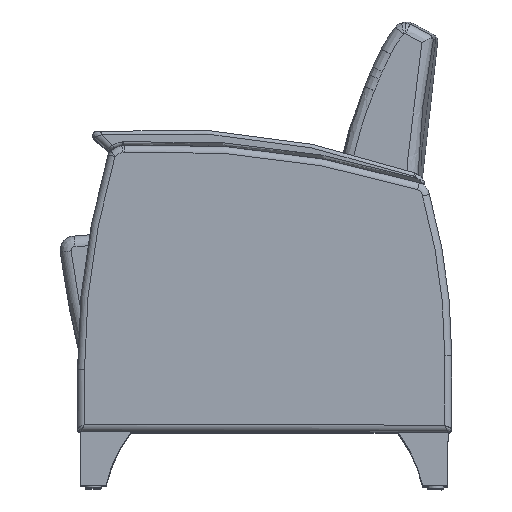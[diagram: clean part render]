
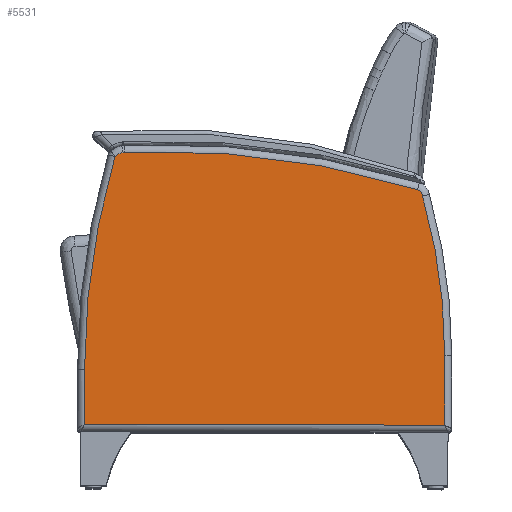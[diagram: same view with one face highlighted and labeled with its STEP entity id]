
A CAD part, top view. The second image highlights one B-rep face of the part: STEP entity #5531.
In plain terms, the highlighted planar face has unit normal (0, 0, 1).
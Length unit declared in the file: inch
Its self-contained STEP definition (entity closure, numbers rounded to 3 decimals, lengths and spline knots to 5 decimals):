
#245=PLANE('',#6138);
#350=LINE('',#15410,#493);
#351=LINE('',#15427,#494);
#353=LINE('',#15469,#496);
#493=VECTOR('',#7222,0.3937);
#494=VECTOR('',#7231,0.3937);
#496=VECTOR('',#7267,0.3937);
#867=CIRCLE('',#6104,0.01);
#871=CIRCLE('',#6110,53.60447);
#874=CIRCLE('',#6115,1.37874);
#877=CIRCLE('',#6119,0.51);
#880=CIRCLE('',#6123,59.51);
#882=CIRCLE('',#6126,0.51);
#884=CIRCLE('',#6130,40.34554);
#1270=FACE_OUTER_BOUND('',#1647,.T.);
#1647=EDGE_LOOP('',(#4575,#4576,#4577,#4578,#4579,#4580,#4581,#4582,#4583,
#4584));
#2387=VERTEX_POINT('',#15241);
#2396=VERTEX_POINT('',#15353);
#2399=VERTEX_POINT('',#15382);
#2400=VERTEX_POINT('',#15383);
#2404=VERTEX_POINT('',#15414);
#2405=VERTEX_POINT('',#15430);
#2407=VERTEX_POINT('',#15436);
#2409=VERTEX_POINT('',#15442);
#2412=VERTEX_POINT('',#15450);
#2413=VERTEX_POINT('',#15467);
#3135=EDGE_CURVE('',#2399,#2400,#867,.T.);
#3139=EDGE_CURVE('',#2387,#2396,#350,.T.);
#3142=EDGE_CURVE('',#2404,#2399,#871,.T.);
#3143=EDGE_CURVE('',#2396,#2404,#351,.T.);
#3147=EDGE_CURVE('',#2400,#2405,#874,.T.);
#3150=EDGE_CURVE('',#2405,#2407,#877,.T.);
#3153=EDGE_CURVE('',#2407,#2409,#880,.T.);
#3155=EDGE_CURVE('',#2409,#2412,#882,.T.);
#3158=EDGE_CURVE('',#2413,#2387,#353,.T.);
#3159=EDGE_CURVE('',#2412,#2413,#884,.T.);
#4575=ORIENTED_EDGE('',*,*,#3139,.F.);
#4576=ORIENTED_EDGE('',*,*,#3158,.F.);
#4577=ORIENTED_EDGE('',*,*,#3159,.F.);
#4578=ORIENTED_EDGE('',*,*,#3155,.F.);
#4579=ORIENTED_EDGE('',*,*,#3153,.F.);
#4580=ORIENTED_EDGE('',*,*,#3150,.F.);
#4581=ORIENTED_EDGE('',*,*,#3147,.F.);
#4582=ORIENTED_EDGE('',*,*,#3135,.F.);
#4583=ORIENTED_EDGE('',*,*,#3142,.F.);
#4584=ORIENTED_EDGE('',*,*,#3143,.F.);
#5531=ADVANCED_FACE('',(#1270),#245,.T.);
#6104=AXIS2_PLACEMENT_3D('',#15384,#7214,#7215);
#6110=AXIS2_PLACEMENT_3D('',#15425,#7227,#7228);
#6115=AXIS2_PLACEMENT_3D('',#15434,#7239,#7240);
#6119=AXIS2_PLACEMENT_3D('',#15440,#7247,#7248);
#6123=AXIS2_PLACEMENT_3D('',#15446,#7255,#7256);
#6126=AXIS2_PLACEMENT_3D('',#15451,#7261,#7262);
#6130=AXIS2_PLACEMENT_3D('',#15471,#7270,#7271);
#6138=AXIS2_PLACEMENT_3D('',#15485,#7289,#7290);
#7214=DIRECTION('center_axis',(0.,0.,-1.));
#7215=DIRECTION('ref_axis',(-0.844,0.537,0.));
#7222=DIRECTION('',(-1.,0.,0.));
#7227=DIRECTION('center_axis',(0.,0.,-1.));
#7228=DIRECTION('ref_axis',(-0.99,0.14,0.));
#7231=DIRECTION('',(0.,1.,0.));
#7239=DIRECTION('center_axis',(0.,0.,-1.));
#7240=DIRECTION('ref_axis',(-0.425,0.905,0.));
#7247=DIRECTION('center_axis',(0.,0.,-1.));
#7248=DIRECTION('ref_axis',(-0.128,0.992,0.));
#7255=DIRECTION('center_axis',(0.,0.,-1.));
#7256=DIRECTION('ref_axis',(0.124,0.992,0.));
#7261=DIRECTION('center_axis',(0.,0.,-1.));
#7262=DIRECTION('ref_axis',(0.761,0.649,0.));
#7267=DIRECTION('',(0.,-1.,0.));
#7270=DIRECTION('center_axis',(0.,0.,-1.));
#7271=DIRECTION('ref_axis',(0.99,0.139,0.));
#7289=DIRECTION('center_axis',(0.,0.,1.));
#7290=DIRECTION('ref_axis',(1.,0.,0.));
#15241=CARTESIAN_POINT('',(10.90024,1.87751,2.75));
#15353=CARTESIAN_POINT('',(-14.26196,1.87751,2.75));
#15382=CARTESIAN_POINT('',(-12.1622,20.60571,2.75));
#15383=CARTESIAN_POINT('',(-12.15843,20.61408,2.75));
#15384=CARTESIAN_POINT('Origin',(-12.15221,20.60625,2.75));
#15410=CARTESIAN_POINT('',(5.3351,1.87751,2.75));
#15414=CARTESIAN_POINT('',(-14.26196,5.72415,2.75));
#15425=CARTESIAN_POINT('Origin',(39.34251,5.74957,2.75));
#15427=CARTESIAN_POINT('',(-14.26196,5.41302,2.75));
#15430=CARTESIAN_POINT('',(-11.58595,20.88307,2.75));
#15434=CARTESIAN_POINT('Origin',(-11.3015,19.534,2.75));
#15436=CARTESIAN_POINT('',(-11.50601,20.89342,2.75));
#15440=CARTESIAN_POINT('Origin',(-11.48073,20.38404,2.75));
#15442=CARTESIAN_POINT('',(8.96825,18.32805,2.75));
#15446=CARTESIAN_POINT('Origin',(-8.55543,-38.54339,2.75));
#15450=CARTESIAN_POINT('',(9.32631,17.88314,2.75));
#15451=CARTESIAN_POINT('Origin',(8.81808,17.84066,2.75));
#15467=CARTESIAN_POINT('',(10.90024,6.72403,2.75));
#15469=CARTESIAN_POINT('',(10.90024,8.58129,2.75));
#15471=CARTESIAN_POINT('Origin',(-29.4453,6.72403,2.75));
#15485=CARTESIAN_POINT('Origin',(-1.61059,10.43854,2.75));
